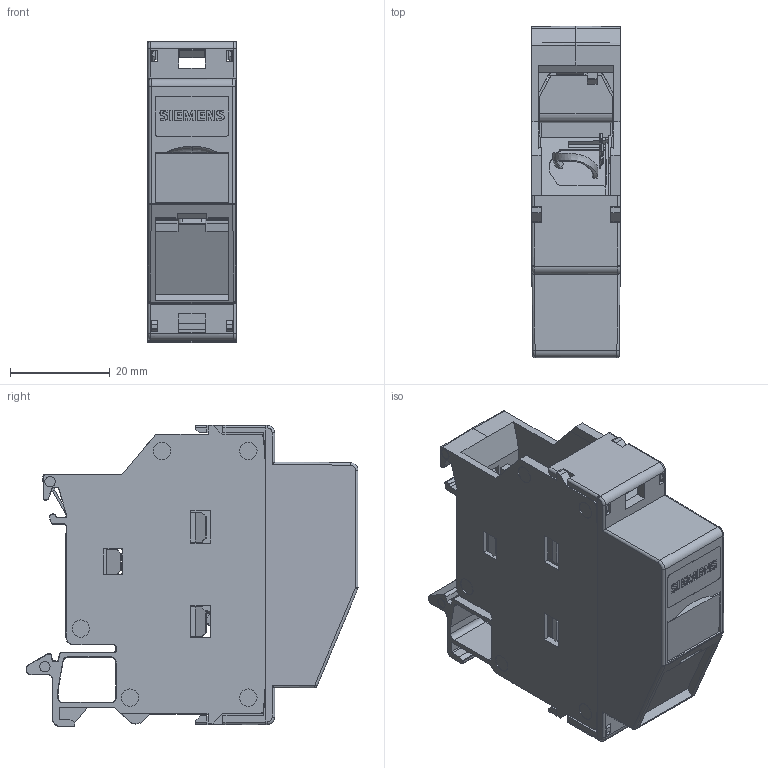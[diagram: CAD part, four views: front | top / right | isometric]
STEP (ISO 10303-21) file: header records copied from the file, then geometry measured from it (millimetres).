
FILE_DESCRIPTION(/* description */ (''),/* implementation_level */ '2;1');
FILE_NAME(/* name */ '6GK1901-0BE10-0AA0_3d.stp',/* time_stamp */ '2022-12-07T11:33:57+01:00',/* author */ (''),/* organization */ (''),/* preprocessor_version */ 'ST-DEVELOPER v18.102',/* originating_system */ 'SIEMENS PLM Software NX 2027',/* authorisation */ '');
FILE_SCHEMA (('AUTOMOTIVE_DESIGN { 1 0 10303 214 3 1 1 1 }'));
Products named in the file (4): Cover; Body; Stecker; 1722_6GK1901-0BE10-0AA0_simp
Assembly tree (3 placements, depth 2):
  1722_6GK1901-0BE10-0AA0_simp
    Stecker
    Body
    Cover
Bounding box: 17.7 x 66.5 x 60.3 mm (x, y, z)
Volume: 23238.8 mm3; surface area: 27772.5 mm2
Topology: 3 solids, 3 shells, 1609 faces, 4571 edges, 2982 vertices
Faces by surface type: plane 1209, cylinder 324, cone 24, bspline 18, extrusion 16, torus 12, sphere 6
Entity records: 64892 total; most frequent: CARTESIAN_POINT 12677, ORIENTED_EDGE 9138, DIRECTION 7601, EDGE_CURVE 4569, VECTOR 3791, LINE 3775, VERTEX_POINT 2982, AXIS2_PLACEMENT_3D 1905
